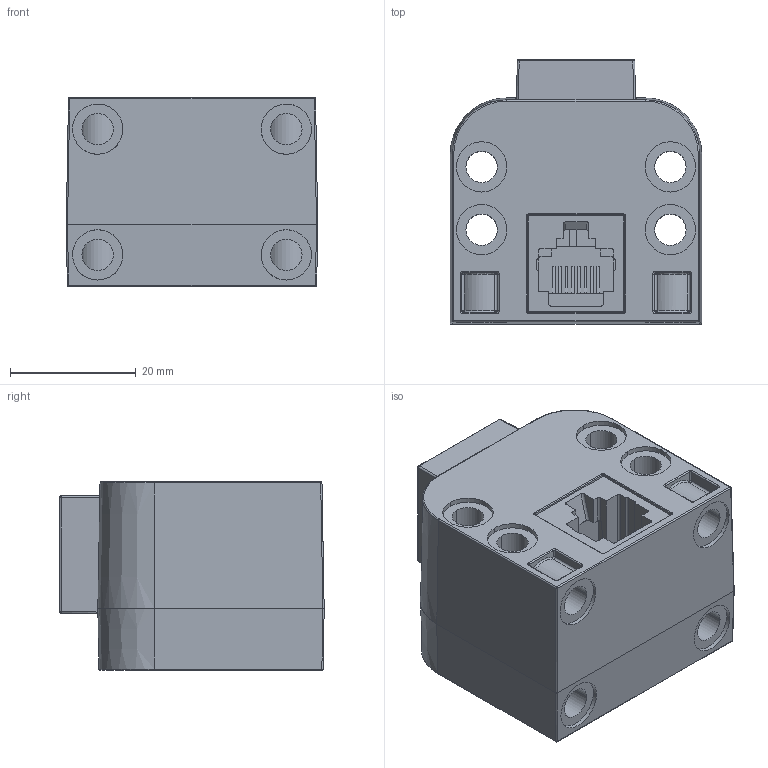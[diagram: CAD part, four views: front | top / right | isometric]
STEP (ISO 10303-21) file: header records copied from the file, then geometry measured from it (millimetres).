
FILE_DESCRIPTION((''),'2;1');
FILE_NAME('BUBETA_ASM','2019-06-25T',('Administrator'),(''),'PRO/ENGINEER BY PARAMETRIC TECHNOLOGY CORPORATION, 2007450','PRO/ENGINEER BY PARAMETRIC TECHNOLOGY CORPORATION, 2007450','');
FILE_SCHEMA(('AUTOMOTIVE_DESIGN_CC2 { 1 2 10303 214 -1 1 5 2 }'));
Length unit declared in the file: millimetre
Products named in the file (12): RESSORT_1LAST_VERSION; BUCA_1; BUCA_2; BUMPER_BACK_ASM_2LAST_VERSION_ASM; BUCA_3; BOARD_1LAST_VERSION; ST-1102W-7_1LAST_VERSION; RJ45_5721-L_1LAST_VERSION; ANALOG_BUTTON_ASM_1LAST_VERSION_ASM; BUCA_4_1LAST_VERSION; BUMPER_ASM_2LAST_VERSION_ASM; BUBETA_ASM
Assembly tree (11 placements, depth 4):
  BUBETA_ASM
    BUMPER_ASM_2LAST_VERSION_ASM
      RESSORT_1LAST_VERSION
      BUMPER_BACK_ASM_2LAST_VERSION_ASM
        BUCA_1
        BUCA_2
      BUCA_3
      ANALOG_BUTTON_ASM_1LAST_VERSION_ASM
        BOARD_1LAST_VERSION
        ST-1102W-7_1LAST_VERSION
        RJ45_5721-L_1LAST_VERSION
      BUCA_4_1LAST_VERSION
Bounding box: 40 x 42.04 x 30 mm (x, y, z)
Volume: 18876.7 mm3; surface area: 25293.3 mm2
Topology: 8 solids, 8 shells, 1011 faces, 2699 edges, 1752 vertices
Faces by surface type: plane 581, cylinder 334, bspline 50, cone 34, torus 8, sphere 4
Entity records: 57501 total; most frequent: CARTESIAN_POINT 23554, ORIENTED_EDGE 5398, DIRECTION 5187, PRESENTATION_STYLE_ASSIGNMENT 2710, STYLED_ITEM 2707, CURVE_STYLE 2699, EDGE_CURVE 2699, VECTOR 1807
